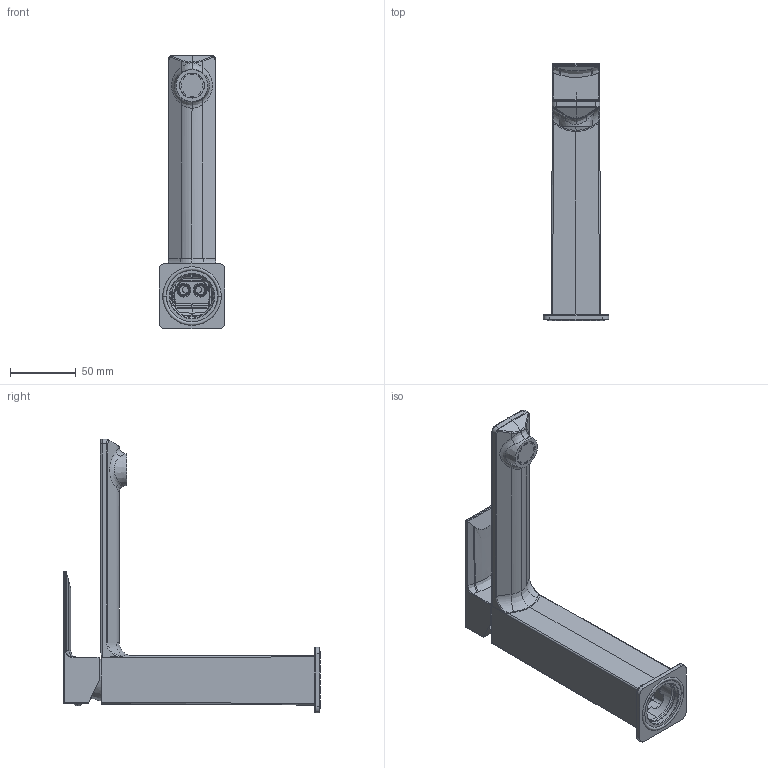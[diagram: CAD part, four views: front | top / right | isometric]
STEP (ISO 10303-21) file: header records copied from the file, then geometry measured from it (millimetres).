
FILE_DESCRIPTION((''),'2;1');
FILE_NAME('EL074HCR_SW0001','2024-10-10T11:10:43',('alberto.gaboardi'),('PAFFONI SpA'),'CREO PARAMETRIC BY PTC INC, 2022124','CREO PARAMETRIC BY PTC INC, 2022124','');
FILE_SCHEMA(('CONFIG_CONTROL_DESIGN','SHAPE_APPEARANCE_LAYERS_GROUPS'));
Products named in the file (1): EL074HCR_SW0001
Bounding box: 50 x 195.33 x 208.25 mm (x, y, z)
Volume: 177972.4 mm3; surface area: 94412.2 mm2
Topology: 1 solids, 1 shells, 4487 faces, 12543 edges, 7979 vertices
Faces by surface type: plane 3450, cylinder 655, bspline 153, cone 88, torus 87, extrusion 42, sphere 12
Entity records: 218282 total; most frequent: CARTESIAN_POINT 82403, ORIENTED_EDGE 25006, DIRECTION 15888, EDGE_CURVE 12503, VERTEX_POINT 7979, B_SPLINE_CURVE_WITH_KNOTS 6197, VECTOR 5476, LINE 5434
